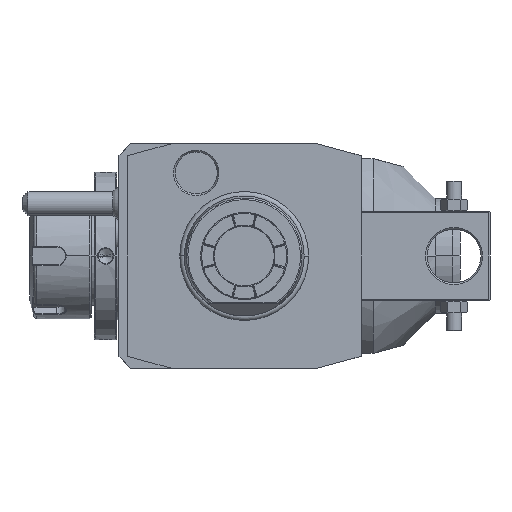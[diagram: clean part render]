
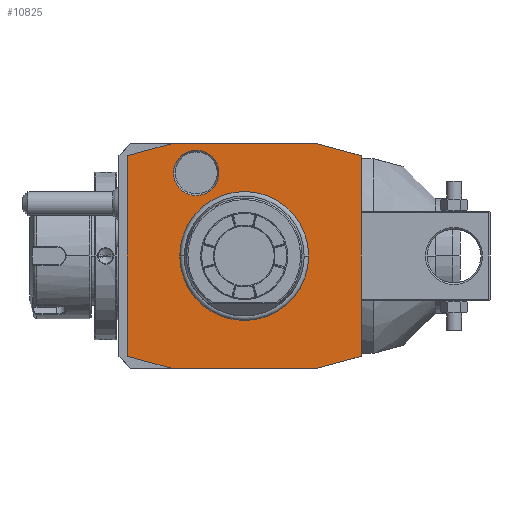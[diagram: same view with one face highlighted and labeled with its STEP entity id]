
A CAD part, front view. The second image highlights one B-rep face of the part: STEP entity #10825.
In plain terms, the highlighted planar face has unit normal (0, -1, 0).
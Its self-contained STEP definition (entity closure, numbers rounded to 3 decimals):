
#1=DIRECTION('',(-0.966,0.,0.259));
#2=VECTOR('',#1,15.529);
#3=CARTESIAN_POINT('',(39.,0.,33.481));
#4=LINE('',#3,#2);
#5=DIRECTION('',(0.,0.,1.));
#6=VECTOR('',#5,66.962);
#7=CARTESIAN_POINT('',(39.,0.,-33.481));
#8=LINE('',#7,#6);
#9=DIRECTION('',(0.966,0.,0.259));
#10=VECTOR('',#9,15.529);
#11=CARTESIAN_POINT('',(24.,0.,-37.5));
#12=LINE('',#11,#10);
#13=DIRECTION('',(1.,0.,0.));
#14=VECTOR('',#13,48.);
#15=CARTESIAN_POINT('',(-24.,0.,-37.5));
#16=LINE('',#15,#14);
#17=DIRECTION('',(0.966,0.,-0.259));
#18=VECTOR('',#17,15.529);
#19=CARTESIAN_POINT('',(-39.,0.,-33.481));
#20=LINE('',#19,#18);
#21=DIRECTION('',(0.,0.,-1.));
#22=VECTOR('',#21,66.962);
#23=CARTESIAN_POINT('',(-39.,0.,33.481));
#24=LINE('',#23,#22);
#25=DIRECTION('',(-0.966,0.,-0.259));
#26=VECTOR('',#25,15.529);
#27=CARTESIAN_POINT('',(-24.,0.,37.5));
#28=LINE('',#27,#26);
#29=DIRECTION('',(-1.,0.,0.));
#30=VECTOR('',#29,48.);
#31=CARTESIAN_POINT('',(24.,0.,37.5));
#32=LINE('',#31,#30);
#33=CARTESIAN_POINT('',(-16.,0.,27.713));
#34=DIRECTION('',(0.,1.,0.));
#35=DIRECTION('',(1.,0.,0.));
#36=AXIS2_PLACEMENT_3D('',#33,#34,#35);
#38=CARTESIAN_POINT('',(-16.,0.,27.713));
#39=DIRECTION('',(0.,1.,0.));
#40=DIRECTION('',(-1.,0.,0.));
#41=AXIS2_PLACEMENT_3D('',#38,#39,#40);
#7403=CARTESIAN_POINT('',(0.,0.,0.));
#7404=DIRECTION('',(0.,1.,0.));
#7405=DIRECTION('',(-1.,0.,0.));
#7406=AXIS2_PLACEMENT_3D('',#7403,#7404,#7405);
#7408=CARTESIAN_POINT('',(0.,0.,0.));
#7409=DIRECTION('',(0.,1.,0.));
#7410=DIRECTION('',(1.,0.,0.));
#7411=AXIS2_PLACEMENT_3D('',#7408,#7409,#7410);
#9698=CARTESIAN_POINT('',(-8.423,0.,27.713));
#9699=CARTESIAN_POINT('',(-23.577,0.,27.713));
#9700=VERTEX_POINT('',#9698);
#9701=VERTEX_POINT('',#9699);
#10591=CARTESIAN_POINT('',(39.,0.,33.481));
#10592=CARTESIAN_POINT('',(24.,0.,37.5));
#10593=VERTEX_POINT('',#10591);
#10594=VERTEX_POINT('',#10592);
#10595=CARTESIAN_POINT('',(-24.,0.,37.5));
#10596=VERTEX_POINT('',#10595);
#10597=CARTESIAN_POINT('',(-39.,0.,33.481));
#10598=VERTEX_POINT('',#10597);
#10599=CARTESIAN_POINT('',(-39.,0.,-33.481));
#10600=VERTEX_POINT('',#10599);
#10601=CARTESIAN_POINT('',(-24.,0.,-37.5));
#10602=VERTEX_POINT('',#10601);
#10603=CARTESIAN_POINT('',(24.,0.,-37.5));
#10604=VERTEX_POINT('',#10603);
#10605=CARTESIAN_POINT('',(39.,0.,-33.481));
#10606=VERTEX_POINT('',#10605);
#10658=CARTESIAN_POINT('',(-21.137,0.,0.));
#10659=CARTESIAN_POINT('',(21.137,0.,0.));
#10660=VERTEX_POINT('',#10658);
#10661=VERTEX_POINT('',#10659);
#10790=CARTESIAN_POINT('',(0.,0.,0.));
#10791=DIRECTION('',(0.,-1.,0.));
#10792=DIRECTION('',(-1.,0.,0.));
#10793=AXIS2_PLACEMENT_3D('',#10790,#10791,#10792);
#10794=PLANE('',#10793);
#10796=ORIENTED_EDGE('',*,*,#10795,.F.);
#10798=ORIENTED_EDGE('',*,*,#10797,.F.);
#10800=ORIENTED_EDGE('',*,*,#10799,.F.);
#10802=ORIENTED_EDGE('',*,*,#10801,.F.);
#10804=ORIENTED_EDGE('',*,*,#10803,.F.);
#10806=ORIENTED_EDGE('',*,*,#10805,.F.);
#10808=ORIENTED_EDGE('',*,*,#10807,.F.);
#10810=ORIENTED_EDGE('',*,*,#10809,.F.);
#10811=EDGE_LOOP('',(#10796,#10798,#10800,#10802,#10804,#10806,#10808,#10810));
#10812=FACE_OUTER_BOUND('',#10811,.F.);
#10814=ORIENTED_EDGE('',*,*,#10813,.F.);
#10816=ORIENTED_EDGE('',*,*,#10815,.F.);
#10817=EDGE_LOOP('',(#10814,#10816));
#10818=FACE_BOUND('',#10817,.F.);
#10820=ORIENTED_EDGE('',*,*,#10819,.F.);
#10822=ORIENTED_EDGE('',*,*,#10821,.F.);
#10823=EDGE_LOOP('',(#10820,#10822));
#10824=FACE_BOUND('',#10823,.F.);
#37=CIRCLE('',#36,7.577);
#42=CIRCLE('',#41,7.577);
#7407=CIRCLE('',#7406,21.137);
#7412=CIRCLE('',#7411,21.137);
#10795=EDGE_CURVE('',#10593,#10594,#4,.T.);
#10797=EDGE_CURVE('',#10606,#10593,#8,.T.);
#10799=EDGE_CURVE('',#10604,#10606,#12,.T.);
#10801=EDGE_CURVE('',#10602,#10604,#16,.T.);
#10803=EDGE_CURVE('',#10600,#10602,#20,.T.);
#10805=EDGE_CURVE('',#10598,#10600,#24,.T.);
#10807=EDGE_CURVE('',#10596,#10598,#28,.T.);
#10809=EDGE_CURVE('',#10594,#10596,#32,.T.);
#10813=EDGE_CURVE('',#10660,#10661,#7407,.T.);
#10815=EDGE_CURVE('',#10661,#10660,#7412,.T.);
#10819=EDGE_CURVE('',#9700,#9701,#37,.T.);
#10821=EDGE_CURVE('',#9701,#9700,#42,.T.);
#10825=ADVANCED_FACE('',(#10812,#10818,#10824),#10794,.T.);
